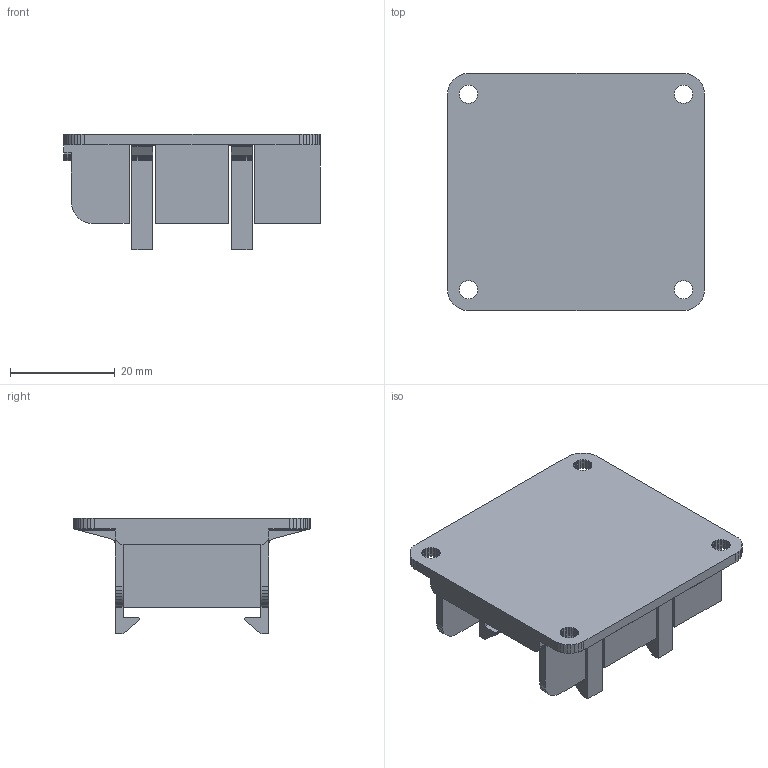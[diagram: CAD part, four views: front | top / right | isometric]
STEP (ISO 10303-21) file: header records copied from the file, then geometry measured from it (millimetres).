
FILE_DESCRIPTION(('FreeCAD Model'),'2;1');
FILE_NAME( '9V_Case.step', '2019-10-11T00:03:22',('Author'),(''), 'Open CASCADE STEP processor 6.8','FreeCAD','Unknown');
FILE_SCHEMA(('AUTOMOTIVE_DESIGN { 1 0 10303 214 1 1 1 1 }'));
Length unit declared in the file: millimetre
Products named in the file (1): 9V
Bounding box: 49 x 45.3 x 22 mm (x, y, z)
Surface area: 9216.8 mm2 (no closed solid volume)
Topology: 0 solids, 1 shells, 743 faces, 1803 edges, 1062 vertices
Faces by surface type: plane 743
Entity records: 20734 total; most frequent: CARTESIAN_POINT 3609, ORIENTED_EDGE 3606, DIRECTION 3291, EDGE_CURVE 1803, LINE 1803, VECTOR 1803, VERTEX_POINT 1062, FACE_BOUND 751
